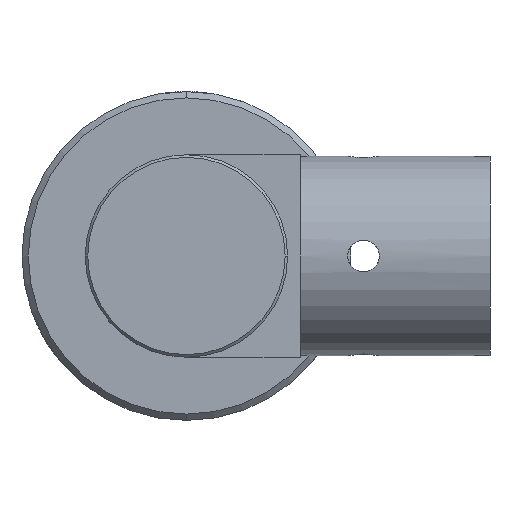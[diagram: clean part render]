
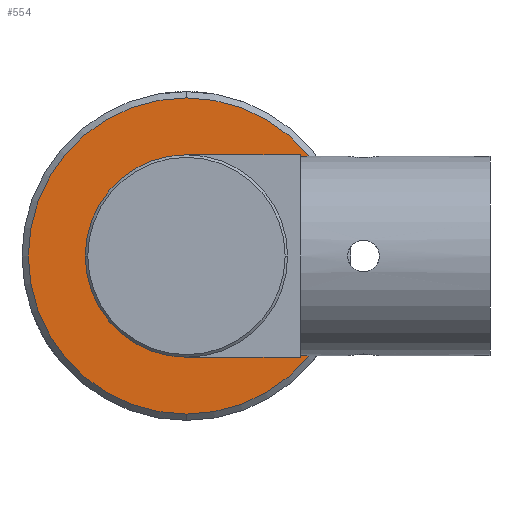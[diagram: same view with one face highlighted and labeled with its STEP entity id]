
A CAD part, left-side view. The second image highlights one B-rep face of the part: STEP entity #554.
In plain terms, the highlighted planar face has unit normal (-1, 0, 0).
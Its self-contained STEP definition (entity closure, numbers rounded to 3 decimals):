
#77 = DIRECTION ( 'NONE',  ( 0., 0., 1. ) ) ;
#114 = AXIS2_PLACEMENT_3D ( 'NONE', #263, #1766, #1940 ) ;
#263 = CARTESIAN_POINT ( 'NONE',  ( 43.65, -12.65, 12.65 ) ) ;
#276 = DIRECTION ( 'NONE',  ( 1., 0., 0. ) ) ;
#290 = PLANE ( 'NONE',  #114 ) ;
#308 = ORIENTED_EDGE ( 'NONE', *, *, #1269, .T. ) ;
#513 = VERTEX_POINT ( 'NONE', #1263 ) ;
#554 = ADVANCED_FACE ( 'NONE', ( #1300, #953 ), #290, .F. ) ;
#580 = AXIS2_PLACEMENT_3D ( 'NONE', #1567, #1231, #77 ) ;
#600 = CARTESIAN_POINT ( 'NONE',  ( 43.65, 0., 0. ) ) ;
#663 = AXIS2_PLACEMENT_3D ( 'NONE', #1717, #707, #1556 ) ;
#707 = DIRECTION ( 'NONE',  ( 1., 0., 0. ) ) ;
#722 = CARTESIAN_POINT ( 'NONE',  ( 43.65, 0., -8. ) ) ;
#753 = DIRECTION ( 'NONE',  ( 0., 0., -1. ) ) ;
#763 = CIRCLE ( 'NONE', #1221, 12.5 ) ;
#809 = EDGE_LOOP ( 'NONE', ( #1929, #1329 ) ) ;
#816 = EDGE_CURVE ( 'NONE', #1726, #1198, #999, .T. ) ;
#953 = FACE_OUTER_BOUND ( 'NONE', #809, .T. ) ;
#999 = CIRCLE ( 'NONE', #580, 8. ) ;
#1173 = ORIENTED_EDGE ( 'NONE', *, *, #816, .T. ) ;
#1198 = VERTEX_POINT ( 'NONE', #722 ) ;
#1221 = AXIS2_PLACEMENT_3D ( 'NONE', #2095, #276, #753 ) ;
#1231 = DIRECTION ( 'NONE',  ( 1., 0., 0. ) ) ;
#1263 = CARTESIAN_POINT ( 'NONE',  ( 43.65, 0., 12.5 ) ) ;
#1269 = EDGE_CURVE ( 'NONE', #1198, #1726, #2146, .T. ) ;
#1300 = FACE_BOUND ( 'NONE', #1800, .T. ) ;
#1329 = ORIENTED_EDGE ( 'NONE', *, *, #2003, .F. ) ;
#1371 = AXIS2_PLACEMENT_3D ( 'NONE', #600, #1619, #2115 ) ;
#1456 = EDGE_CURVE ( 'NONE', #2110, #513, #1612, .T. ) ;
#1556 = DIRECTION ( 'NONE',  ( 0., 0., 1. ) ) ;
#1567 = CARTESIAN_POINT ( 'NONE',  ( 43.65, 0., 0. ) ) ;
#1612 = CIRCLE ( 'NONE', #1371, 12.5 ) ;
#1619 = DIRECTION ( 'NONE',  ( 1., 0., 0. ) ) ;
#1717 = CARTESIAN_POINT ( 'NONE',  ( 43.65, 0., 0. ) ) ;
#1726 = VERTEX_POINT ( 'NONE', #1864 ) ;
#1766 = DIRECTION ( 'NONE',  ( 1., 0., 0. ) ) ;
#1782 = CARTESIAN_POINT ( 'NONE',  ( 43.65, 0., -12.5 ) ) ;
#1800 = EDGE_LOOP ( 'NONE', ( #1173, #308 ) ) ;
#1864 = CARTESIAN_POINT ( 'NONE',  ( 43.65, 0., 8. ) ) ;
#1929 = ORIENTED_EDGE ( 'NONE', *, *, #1456, .F. ) ;
#1940 = DIRECTION ( 'NONE',  ( 0., 0., -1. ) ) ;
#2003 = EDGE_CURVE ( 'NONE', #513, #2110, #763, .T. ) ;
#2095 = CARTESIAN_POINT ( 'NONE',  ( 43.65, 0., 0. ) ) ;
#2110 = VERTEX_POINT ( 'NONE', #1782 ) ;
#2115 = DIRECTION ( 'NONE',  ( 0., 0., -1. ) ) ;
#2146 = CIRCLE ( 'NONE', #663, 8. ) ;
